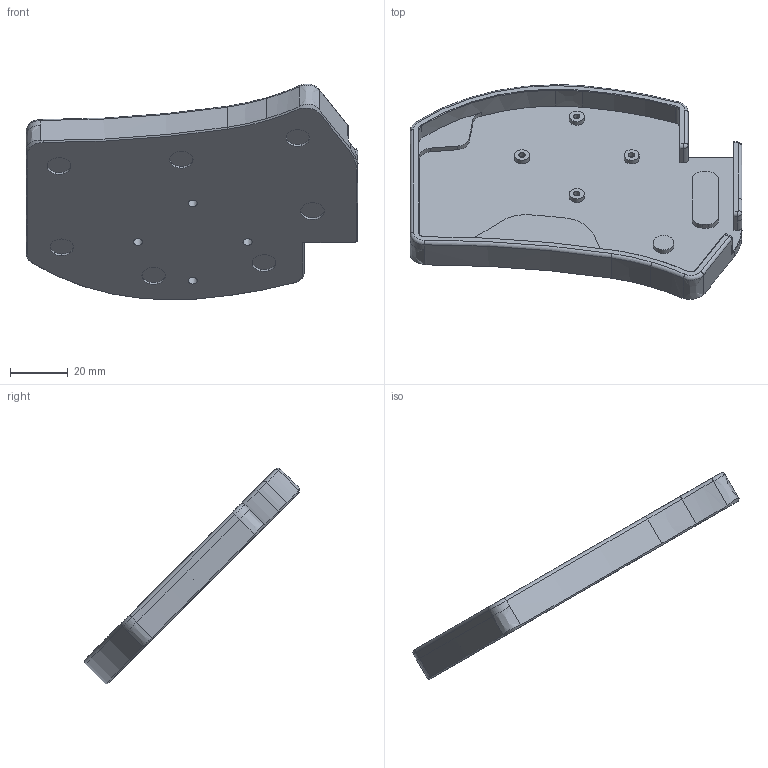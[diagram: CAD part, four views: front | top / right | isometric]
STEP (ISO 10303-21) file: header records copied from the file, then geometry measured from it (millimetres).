
FILE_DESCRIPTION(/* description */ (''),/* implementation_level */ '2;1');
FILE_NAME(/* name */ 'L-Case.step',/* time_stamp */ '2022-11-10T15:51:44+02:00',/* author */ (''),/* organization */ (''),/* preprocessor_version */ 'ST-DEVELOPER v19.2',/* originating_system */ 'Autodesk Translation Framework v11.17.0.187',/* authorisation */ '');
FILE_SCHEMA (('AUTOMOTIVE_DESIGN { 1 0 10303 214 3 1 1 }'));
Length unit declared in the file: millimetre
Products named in the file (1): Sweep_Case_Right_NO_PCB_Breakout_8mm_Bumpon (1) (1)
Bounding box: 115.44 x 74.71 x 75.05 mm (x, y, z)
Volume: 39269 mm3; surface area: 24221.8 mm2
Topology: 1 solids, 1 shells, 178 faces, 409 edges, 253 vertices
Faces by surface type: plane 65, cylinder 63, bspline 23, cone 17, torus 8, sphere 2
Full cylindrical faces by diameter (mm): 2.2 x4, 3.2 x4, 5.2 x4, 7.148 x1, 8.2 x7
Entity records: 5668 total; most frequent: CARTESIAN_POINT 1659, DIRECTION 823, ORIENTED_EDGE 816, EDGE_CURVE 408, AXIS2_PLACEMENT_3D 315, VERTEX_POINT 253, EDGE_LOOP 199, LINE 193
